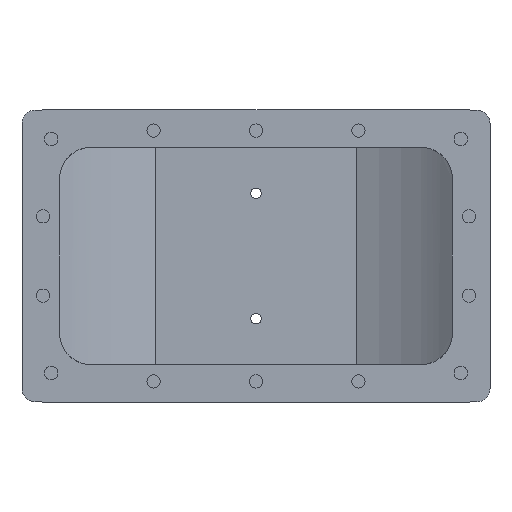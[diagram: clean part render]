
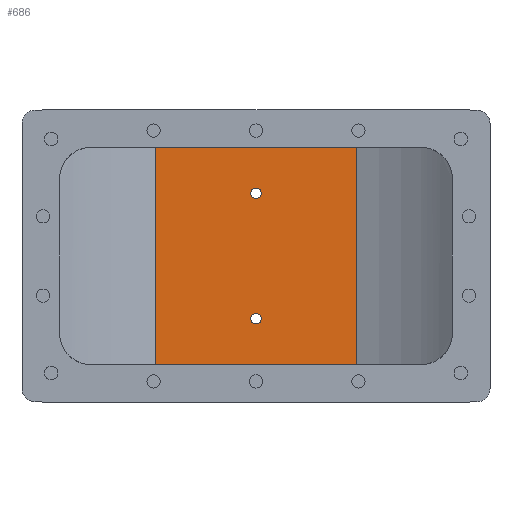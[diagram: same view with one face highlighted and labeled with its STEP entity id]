
A CAD part, front view. The second image highlights one B-rep face of the part: STEP entity #686.
In plain terms, the highlighted planar face has unit normal (0, -1, 0).
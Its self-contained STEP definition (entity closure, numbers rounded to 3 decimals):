
#51 = ORIENTED_EDGE ( 'NONE', *, *, #1819, .T. ) ;
#57 = FACE_BOUND ( 'NONE', #865, .T. ) ;
#85 = CIRCLE ( 'NONE', #1059, 1.25 ) ;
#199 = LINE ( 'NONE', #1928, #495 ) ;
#233 = VECTOR ( 'NONE', #1794, 1000. ) ;
#245 = DIRECTION ( 'NONE',  ( 0., 0., 1. ) ) ;
#271 = CARTESIAN_POINT ( 'NONE',  ( 24.156, 23.157, -500000. ) ) ;
#292 = CARTESIAN_POINT ( 'NONE',  ( 24.156, 23.157, 61. ) ) ;
#338 = EDGE_CURVE ( 'NONE', #2309, #1543, #1291, .T. ) ;
#420 = DIRECTION ( 'NONE',  ( 0., -1., 0. ) ) ;
#488 = AXIS2_PLACEMENT_3D ( 'NONE', #1210, #1863, #583 ) ;
#489 = VERTEX_POINT ( 'NONE', #292 ) ;
#495 = VECTOR ( 'NONE', #1098, 1000. ) ;
#542 = EDGE_CURVE ( 'NONE', #2356, #797, #2760, .T. ) ;
#583 = DIRECTION ( 'NONE',  ( 0., 0., 1. ) ) ;
#584 = FACE_BOUND ( 'NONE', #1597, .T. ) ;
#628 = DIRECTION ( 'NONE',  ( 0., -1., 0. ) ) ;
#645 = AXIS2_PLACEMENT_3D ( 'NONE', #1885, #773, #2314 ) ;
#686 = ADVANCED_FACE ( 'NONE', ( #57, #584, #778 ), #2060, .F. ) ;
#702 = VERTEX_POINT ( 'NONE', #1620 ) ;
#755 = ORIENTED_EDGE ( 'NONE', *, *, #338, .F. ) ;
#773 = DIRECTION ( 'NONE',  ( 0., -1., 0. ) ) ;
#778 = FACE_OUTER_BOUND ( 'NONE', #1902, .T. ) ;
#788 = CARTESIAN_POINT ( 'NONE',  ( 0., 23.157, 51.25 ) ) ;
#797 = VERTEX_POINT ( 'NONE', #1913 ) ;
#810 = ORIENTED_EDGE ( 'NONE', *, *, #2460, .F. ) ;
#839 = EDGE_CURVE ( 'NONE', #2467, #702, #85, .T. ) ;
#859 = ORIENTED_EDGE ( 'NONE', *, *, #1946, .F. ) ;
#865 = EDGE_LOOP ( 'NONE', ( #755, #1102 ) ) ;
#933 = ORIENTED_EDGE ( 'NONE', *, *, #1686, .T. ) ;
#967 = ORIENTED_EDGE ( 'NONE', *, *, #839, .F. ) ;
#991 = CARTESIAN_POINT ( 'NONE',  ( -24.156, 23.157, 61. ) ) ;
#1006 = DIRECTION ( 'NONE',  ( 0., -1., 0. ) ) ;
#1026 = CARTESIAN_POINT ( 'NONE',  ( 0., 23.157, 20. ) ) ;
#1051 = CARTESIAN_POINT ( 'NONE',  ( 0., 23.157, 50. ) ) ;
#1059 = AXIS2_PLACEMENT_3D ( 'NONE', #1308, #420, #2778 ) ;
#1098 = DIRECTION ( 'NONE',  ( 0., 0., 1. ) ) ;
#1102 = ORIENTED_EDGE ( 'NONE', *, *, #1785, .F. ) ;
#1179 = CARTESIAN_POINT ( 'NONE',  ( 24.156, 23.157, 9. ) ) ;
#1210 = CARTESIAN_POINT ( 'NONE',  ( 24.156, 23.157, -500000. ) ) ;
#1211 = CARTESIAN_POINT ( 'NONE',  ( 0., 23.157, 21.25 ) ) ;
#1281 = DIRECTION ( 'NONE',  ( 0., 0., 1. ) ) ;
#1291 = CIRCLE ( 'NONE', #1453, 1.25 ) ;
#1308 = CARTESIAN_POINT ( 'NONE',  ( 0., 23.157, 20. ) ) ;
#1331 = VECTOR ( 'NONE', #2709, 1000. ) ;
#1364 = LINE ( 'NONE', #2273, #1331 ) ;
#1453 = AXIS2_PLACEMENT_3D ( 'NONE', #1051, #628, #1281 ) ;
#1543 = VERTEX_POINT ( 'NONE', #2541 ) ;
#1595 = LINE ( 'NONE', #271, #2426 ) ;
#1597 = EDGE_LOOP ( 'NONE', ( #967, #810 ) ) ;
#1620 = CARTESIAN_POINT ( 'NONE',  ( 0., 23.157, 18.75 ) ) ;
#1686 = EDGE_CURVE ( 'NONE', #797, #489, #1595, .T. ) ;
#1696 = CARTESIAN_POINT ( 'NONE',  ( -24.156, 23.157, 9. ) ) ;
#1785 = EDGE_CURVE ( 'NONE', #1543, #2309, #2568, .T. ) ;
#1794 = DIRECTION ( 'NONE',  ( 1., 0., 0. ) ) ;
#1819 = EDGE_CURVE ( 'NONE', #489, #2240, #1364, .T. ) ;
#1863 = DIRECTION ( 'NONE',  ( 0., 1., 0. ) ) ;
#1885 = CARTESIAN_POINT ( 'NONE',  ( 0., 23.157, 50. ) ) ;
#1902 = EDGE_LOOP ( 'NONE', ( #859, #2427, #933, #51 ) ) ;
#1913 = CARTESIAN_POINT ( 'NONE',  ( 24.156, 23.157, 9. ) ) ;
#1928 = CARTESIAN_POINT ( 'NONE',  ( -24.156, 23.157, -500000. ) ) ;
#1946 = EDGE_CURVE ( 'NONE', #2356, #2240, #199, .T. ) ;
#2060 = PLANE ( 'NONE',  #488 ) ;
#2240 = VERTEX_POINT ( 'NONE', #991 ) ;
#2273 = CARTESIAN_POINT ( 'NONE',  ( 24.156, 23.157, 61. ) ) ;
#2309 = VERTEX_POINT ( 'NONE', #788 ) ;
#2314 = DIRECTION ( 'NONE',  ( 0., 0., 1. ) ) ;
#2326 = CIRCLE ( 'NONE', #2552, 1.25 ) ;
#2356 = VERTEX_POINT ( 'NONE', #1696 ) ;
#2426 = VECTOR ( 'NONE', #245, 1000. ) ;
#2427 = ORIENTED_EDGE ( 'NONE', *, *, #542, .T. ) ;
#2460 = EDGE_CURVE ( 'NONE', #702, #2467, #2326, .T. ) ;
#2467 = VERTEX_POINT ( 'NONE', #1211 ) ;
#2497 = DIRECTION ( 'NONE',  ( 0., 0., 1. ) ) ;
#2541 = CARTESIAN_POINT ( 'NONE',  ( 0., 23.157, 48.75 ) ) ;
#2552 = AXIS2_PLACEMENT_3D ( 'NONE', #1026, #1006, #2497 ) ;
#2568 = CIRCLE ( 'NONE', #645, 1.25 ) ;
#2709 = DIRECTION ( 'NONE',  ( -1., 0., 0. ) ) ;
#2760 = LINE ( 'NONE', #1179, #233 ) ;
#2778 = DIRECTION ( 'NONE',  ( 0., 0., 1. ) ) ;
